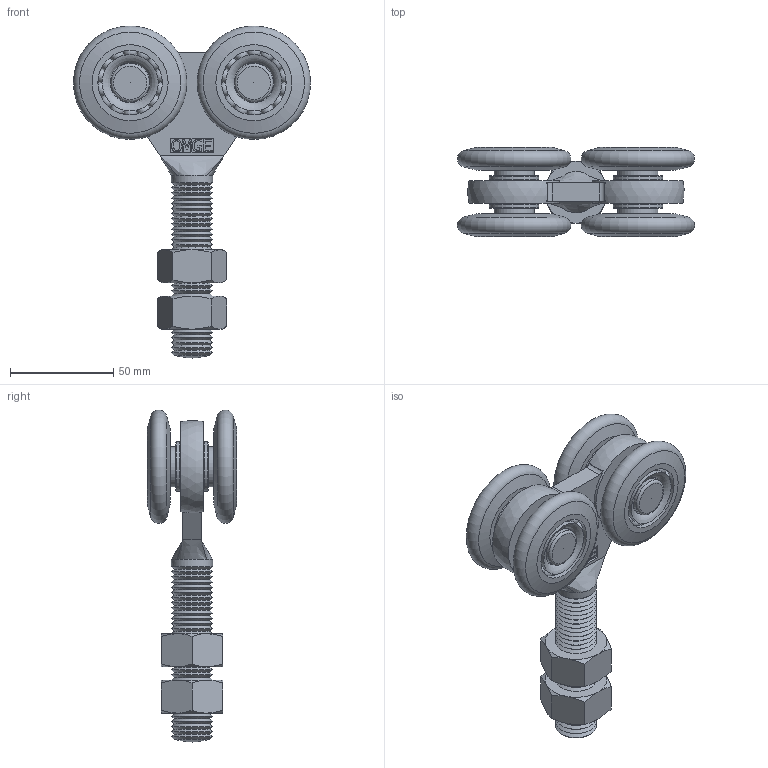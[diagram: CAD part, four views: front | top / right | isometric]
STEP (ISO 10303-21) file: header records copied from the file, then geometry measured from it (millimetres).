
FILE_DESCRIPTION( ( 'STEP AP214' ), '1' );
FILE_NAME( ' ', ' ', ( ' ' ), ( ' ' ), 'PSStep 11.0', 'VISI 17.0', ' ' );
FILE_SCHEMA( ( 'AUTOMOTIVE_DESIGN { 1 0 10303 214 1 1 1 1 }' ) );
Length unit declared in the file: millimetre
Products named in the file (77): 1; 2; 3; 4; 5; 6; 7; 8; 9; 10; 11; 12; 13; 14; 15; 16; 17; 18; 19; 20; 21; 22; 23; 24; 25; 26; 27; 28; 29; 30; 31; 32; 33; 34; 35; 36; 37; 38; 39; 40 ...
Bounding box: 114.99 x 43.24 x 160.94 mm (x, y, z)
Volume: 173440.9 mm3; surface area: 81807.2 mm2
Topology: 77 solids, 77 shells, 469 faces, 1050 edges, 637 vertices
Faces by surface type: cone 173, plane 130, sphere 58, cylinder 39, torus 36, extrusion 28, bspline 4, revolution 1
Full cylindrical faces by diameter (mm): 13 x2, 13.2 x12, 19.5 x8, 20 x3, 24 x4, 31.262 x8
Entity records: 15875 total; most frequent: CARTESIAN_POINT 2575, DIRECTION 1887, ORIENTED_EDGE 1298, AXIS2_PLACEMENT_3D 821, EDGE_LOOP 677, EDGE_CURVE 649, VERTEX_POINT 507, FACE_OUTER_BOUND 488
